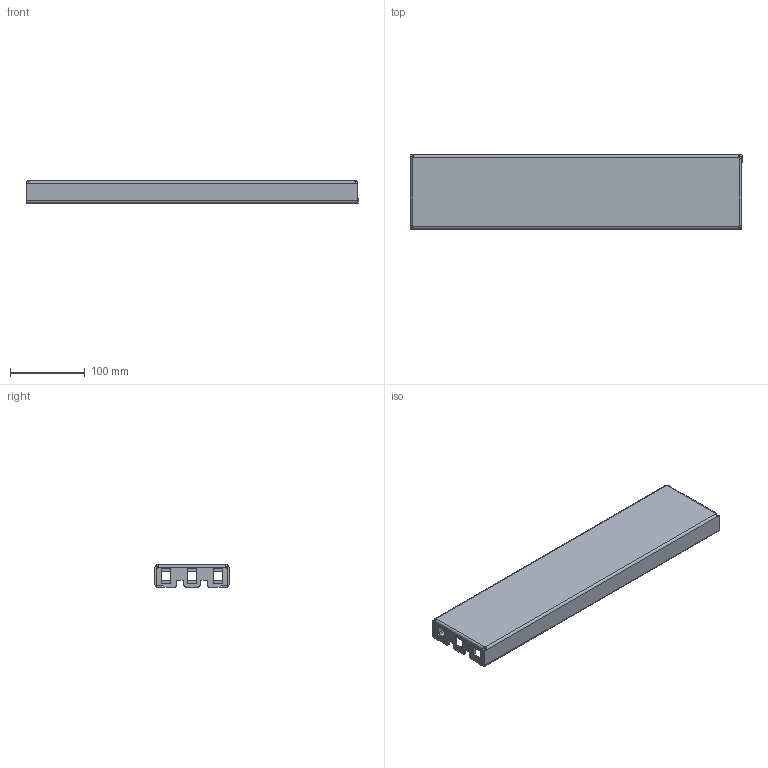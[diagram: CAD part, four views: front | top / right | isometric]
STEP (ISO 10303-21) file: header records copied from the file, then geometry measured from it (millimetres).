
FILE_DESCRIPTION (( 'STEP AP203' ), '1' );
FILE_NAME ('EUZE-T0600.STEP', '2020-03-09T14:47:22', ( '' ), ( '' ), 'SwSTEP 2.0', 'SolidWorks 2019', '' );
FILE_SCHEMA (( 'CONFIG_CONTROL_DESIGN' ));
Length unit declared in the file: millimetre
Products named in the file (1): EUZE-T0600
Bounding box: 444 x 99 x 30 mm (x, y, z)
Volume: 155474.1 mm3; surface area: 159450 mm2
Topology: 1 solids, 1 shells, 158 faces, 420 edges, 264 vertices
Faces by surface type: plane 110, cylinder 40, bspline 8
Entity records: 5147 total; most frequent: CARTESIAN_POINT 1173, ORIENTED_EDGE 840, DIRECTION 754, EDGE_CURVE 420, VECTOR 324, LINE 324, VERTEX_POINT 264, AXIS2_PLACEMENT_3D 215
